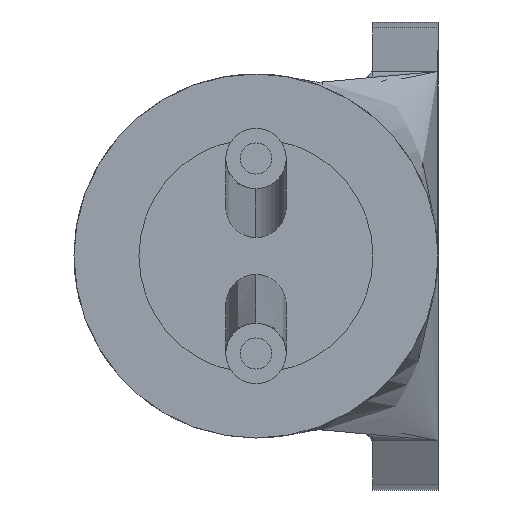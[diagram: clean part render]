
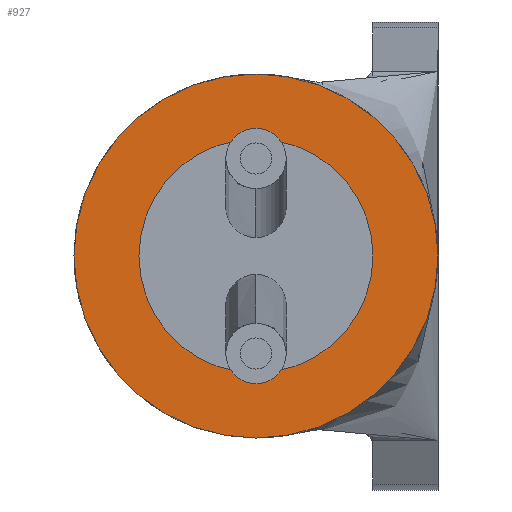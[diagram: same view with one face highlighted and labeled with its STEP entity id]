
A CAD part, left-side view. The second image highlights one B-rep face of the part: STEP entity #927.
In plain terms, the highlighted planar face has unit normal (-1, 0, 0).
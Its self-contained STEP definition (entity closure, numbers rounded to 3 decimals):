
#61 = VERTEX_POINT ( 'NONE', #3725 ) ;
#108 = CARTESIAN_POINT ( 'NONE',  ( -12.1, 2.8, 0. ) ) ;
#281 = EDGE_CURVE ( 'NONE', #61, #3157, #1917, .T. ) ;
#376 = DIRECTION ( 'NONE',  ( -1., 0., 0. ) ) ;
#780 = FACE_BOUND ( 'NONE', #2000, .T. ) ;
#837 = DIRECTION ( 'NONE',  ( -1., 0., 0. ) ) ;
#843 = PLANE ( 'NONE',  #3995 ) ;
#894 = CARTESIAN_POINT ( 'NONE',  ( -12.1, 2.8, 0. ) ) ;
#927 = ADVANCED_FACE ( 'NONE', ( #4158, #780 ), #843, .F. ) ;
#981 = VERTEX_POINT ( 'NONE', #4031 ) ;
#1123 = ORIENTED_EDGE ( 'NONE', *, *, #1307, .T. ) ;
#1225 = DIRECTION ( 'NONE',  ( 0., 0., -1. ) ) ;
#1307 = EDGE_CURVE ( 'NONE', #1316, #981, #2679, .T. ) ;
#1316 = VERTEX_POINT ( 'NONE', #4079 ) ;
#1371 = ORIENTED_EDGE ( 'NONE', *, *, #2610, .T. ) ;
#1503 = CARTESIAN_POINT ( 'NONE',  ( -12.1, 0., 0. ) ) ;
#1756 = AXIS2_PLACEMENT_3D ( 'NONE', #2790, #837, #3120 ) ;
#1794 = AXIS2_PLACEMENT_3D ( 'NONE', #2331, #376, #2663 ) ;
#1798 = CIRCLE ( 'NONE', #1794, 1.8 ) ;
#1844 = DIRECTION ( 'NONE',  ( 0., 0., -1. ) ) ;
#1917 = CIRCLE ( 'NONE', #2993, 1.8 ) ;
#2000 = EDGE_LOOP ( 'NONE', ( #4083, #3274 ) ) ;
#2054 = DIRECTION ( 'NONE',  ( -1., 0., 0. ) ) ;
#2160 = AXIS2_PLACEMENT_3D ( 'NONE', #894, #3171, #1225 ) ;
#2331 = CARTESIAN_POINT ( 'NONE',  ( -12.1, 2.8, 0. ) ) ;
#2347 = CARTESIAN_POINT ( 'NONE',  ( -12.1, 2.8, 1.8 ) ) ;
#2429 = EDGE_LOOP ( 'NONE', ( #1123, #1371 ) ) ;
#2610 = EDGE_CURVE ( 'NONE', #981, #1316, #3440, .T. ) ;
#2663 = DIRECTION ( 'NONE',  ( 0., 0., -1. ) ) ;
#2679 = CIRCLE ( 'NONE', #1756, 2.8 ) ;
#2790 = CARTESIAN_POINT ( 'NONE',  ( -12.1, 2.8, 0. ) ) ;
#2993 = AXIS2_PLACEMENT_3D ( 'NONE', #108, #2054, #3993 ) ;
#3092 = EDGE_CURVE ( 'NONE', #3157, #61, #1798, .T. ) ;
#3120 = DIRECTION ( 'NONE',  ( 0., 0., -1. ) ) ;
#3157 = VERTEX_POINT ( 'NONE', #2347 ) ;
#3171 = DIRECTION ( 'NONE',  ( -1., 0., 0. ) ) ;
#3274 = ORIENTED_EDGE ( 'NONE', *, *, #3092, .F. ) ;
#3440 = CIRCLE ( 'NONE', #2160, 2.8 ) ;
#3725 = CARTESIAN_POINT ( 'NONE',  ( -12.1, 2.8, -1.8 ) ) ;
#3784 = DIRECTION ( 'NONE',  ( 1., 0., 0. ) ) ;
#3993 = DIRECTION ( 'NONE',  ( 0., 0., -1. ) ) ;
#3995 = AXIS2_PLACEMENT_3D ( 'NONE', #1503, #3784, #1844 ) ;
#4031 = CARTESIAN_POINT ( 'NONE',  ( -12.1, 2.8, 2.8 ) ) ;
#4079 = CARTESIAN_POINT ( 'NONE',  ( -12.1, 2.8, -2.8 ) ) ;
#4083 = ORIENTED_EDGE ( 'NONE', *, *, #281, .F. ) ;
#4158 = FACE_OUTER_BOUND ( 'NONE', #2429, .T. ) ;
